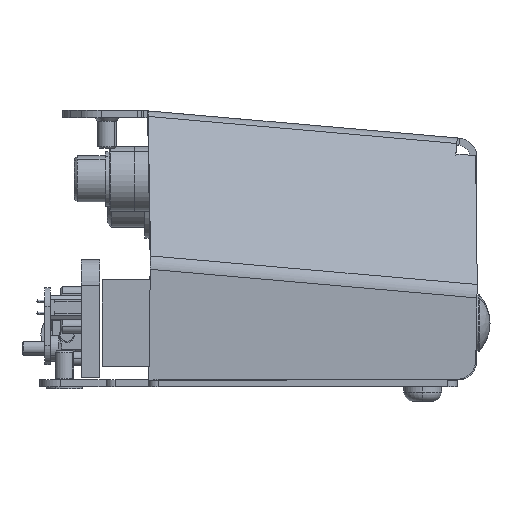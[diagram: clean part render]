
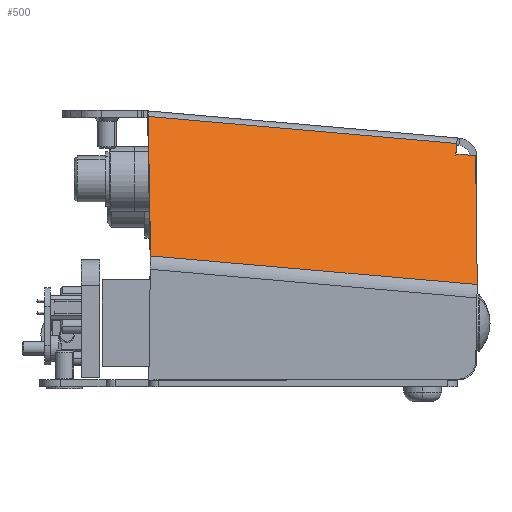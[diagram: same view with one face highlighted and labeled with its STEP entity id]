
A CAD part, left-side view. The second image highlights one B-rep face of the part: STEP entity #500.
In plain terms, the highlighted planar face has unit normal (-0.707, -0.062, 0.704).
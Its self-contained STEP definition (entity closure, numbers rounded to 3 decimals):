
#500 = ADVANCED_FACE ( 'NONE', ( #20562 ), #17385, .T. ) ;
#1731 = VECTOR ( 'NONE', #8165, 1000. ) ;
#2545 = DIRECTION ( 'NONE',  ( 0., -0.996, -0.087 ) ) ;
#2770 = CARTESIAN_POINT ( 'NONE',  ( -72.176, -101.209, 28.218 ) ) ;
#3617 = CARTESIAN_POINT ( 'NONE',  ( -45.052, -169.971, 49.431 ) ) ;
#5392 = VECTOR ( 'NONE', #17104, 1000. ) ;
#6365 = ORIENTED_EDGE ( 'NONE', *, *, #24777, .F. ) ;
#7508 = DIRECTION ( 'NONE',  ( 0.705, 0.012, 0.709 ) ) ;
#8165 = DIRECTION ( 'NONE',  ( -0.707, 0.062, -0.704 ) ) ;
#9306 = LINE ( 'NONE', #28818, #27554 ) ;
#9987 = EDGE_CURVE ( 'NONE', #19169, #32387, #35636, .T. ) ;
#10719 = EDGE_CURVE ( 'NONE', #28686, #19476, #32379, .T. ) ;
#10902 = LINE ( 'NONE', #13761, #1731 ) ;
#12118 = ORIENTED_EDGE ( 'NONE', *, *, #10719, .F. ) ;
#12432 = VERTEX_POINT ( 'NONE', #25088 ) ;
#13086 = CARTESIAN_POINT ( 'NONE',  ( -45.052, -165.787, 49.797 ) ) ;
#13466 = CARTESIAN_POINT ( 'NONE',  ( -40.809, -100.657, 59.754 ) ) ;
#13761 = CARTESIAN_POINT ( 'NONE',  ( -40.809, -166.157, 54.023 ) ) ;
#14360 = LINE ( 'NONE', #3617, #5392 ) ;
#14690 = EDGE_CURVE ( 'NONE', #12432, #28686, #9306, .T. ) ;
#14743 = EDGE_CURVE ( 'NONE', #32387, #12432, #14360, .T. ) ;
#15712 = EDGE_LOOP ( 'NONE', ( #23673, #19484, #24535, #6365, #17076, #12118 ) ) ;
#17076 = ORIENTED_EDGE ( 'NONE', *, *, #22781, .F. ) ;
#17104 = DIRECTION ( 'NONE',  ( -0.705, -0.009, -0.709 ) ) ;
#17385 = PLANE ( 'NONE',  #30267 ) ;
#19169 = VERTEX_POINT ( 'NONE', #26817 ) ;
#19476 = VERTEX_POINT ( 'NONE', #23932 ) ;
#19484 = ORIENTED_EDGE ( 'NONE', *, *, #14743, .F. ) ;
#19892 = LINE ( 'NONE', #20071, #25350 ) ;
#20071 = CARTESIAN_POINT ( 'NONE',  ( -42.828, -90.804, 58.589 ) ) ;
#20496 = VECTOR ( 'NONE', #21528, 1000. ) ;
#20562 = FACE_OUTER_BOUND ( 'NONE', #15712, .T. ) ;
#21528 = DIRECTION ( 'NONE',  ( 0., -0.996, -0.087 ) ) ;
#22741 = CARTESIAN_POINT ( 'NONE',  ( 5.153, -94.986, 106.387 ) ) ;
#22781 = EDGE_CURVE ( 'NONE', #19476, #27855, #19892, .T. ) ;
#23673 = ORIENTED_EDGE ( 'NONE', *, *, #14690, .F. ) ;
#23932 = CARTESIAN_POINT ( 'NONE',  ( -42.828, -100.693, 57.723 ) ) ;
#24535 = ORIENTED_EDGE ( 'NONE', *, *, #9987, .F. ) ;
#24777 = EDGE_CURVE ( 'NONE', #27855, #19169, #10902, .T. ) ;
#25088 = CARTESIAN_POINT ( 'NONE',  ( -72.176, -170.312, 22.172 ) ) ;
#25350 = VECTOR ( 'NONE', #2545, 1000. ) ;
#25922 = DIRECTION ( 'NONE',  ( 0., 0.996, 0.087 ) ) ;
#26171 = CARTESIAN_POINT ( 'NONE',  ( -45.052, -169.971, 49.431 ) ) ;
#26817 = CARTESIAN_POINT ( 'NONE',  ( -45.052, -165.787, 49.797 ) ) ;
#27418 = CARTESIAN_POINT ( 'NONE',  ( -42.828, -165.981, 52.011 ) ) ;
#27554 = VECTOR ( 'NONE', #25922, 1000. ) ;
#27855 = VERTEX_POINT ( 'NONE', #27418 ) ;
#28410 = DIRECTION ( 'NONE',  ( -0.707, -0.062, 0.704 ) ) ;
#28686 = VERTEX_POINT ( 'NONE', #2770 ) ;
#28818 = CARTESIAN_POINT ( 'NONE',  ( -72.176, -88.246, 29.352 ) ) ;
#30267 = AXIS2_PLACEMENT_3D ( 'NONE', #22741, #28410, #31562 ) ;
#31562 = DIRECTION ( 'NONE',  ( -0.707, 0.062, -0.704 ) ) ;
#32379 = LINE ( 'NONE', #13466, #35744 ) ;
#32387 = VERTEX_POINT ( 'NONE', #26171 ) ;
#35636 = LINE ( 'NONE', #13086, #20496 ) ;
#35744 = VECTOR ( 'NONE', #7508, 1000. ) ;
